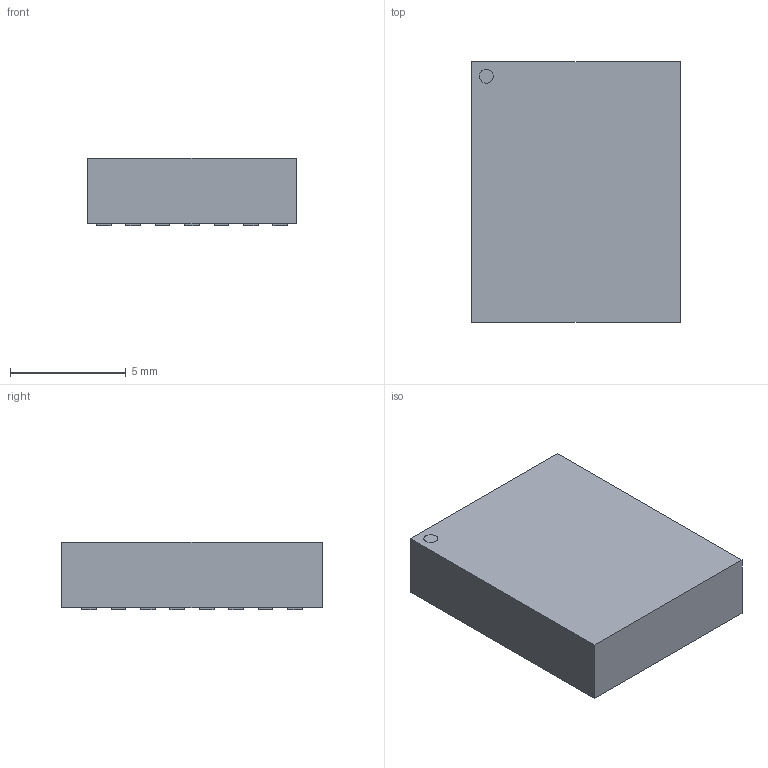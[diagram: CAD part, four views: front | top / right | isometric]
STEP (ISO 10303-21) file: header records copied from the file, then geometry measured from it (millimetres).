
FILE_DESCRIPTION((''),'2;1');
FILE_NAME('LGA50S127P7X8_900X1125X292.stp','2010-07-07T10:25:28',(''),(''),'Mechanical Desktop 2010','Mechanical Desktop 2010',', , ');
FILE_SCHEMA(('AUTOMOTIVE_DESIGN { 1 2 10303 214 1 1 1 1 }'));
Length unit declared in the file: millimetre
Products named in the file (1): Product
Bounding box: 9 x 11.25 x 2.92 mm (x, y, z)
Volume: 287.5 mm3; surface area: 370.7 mm2
Topology: 52 solids, 52 shells, 313 faces, 624 edges, 416 vertices
Faces by surface type: plane 309, cylinder 4
Entity records: 7934 total; most frequent: CARTESIAN_POINT 1354, DIRECTION 1260, ORIENTED_EDGE 1248, EDGE_CURVE 624, VECTOR 616, LINE 616, VERTEX_POINT 416, AXIS2_PLACEMENT_3D 322
